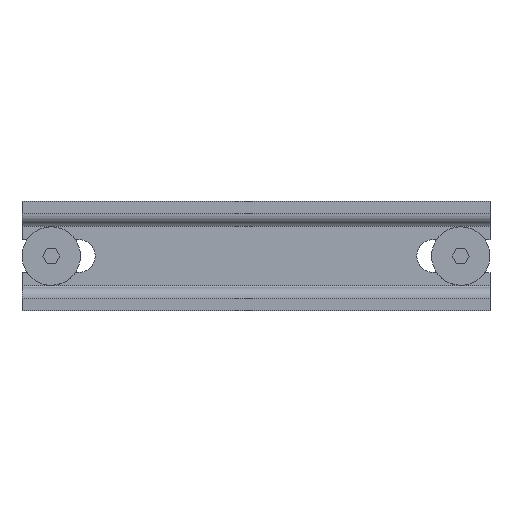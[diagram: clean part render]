
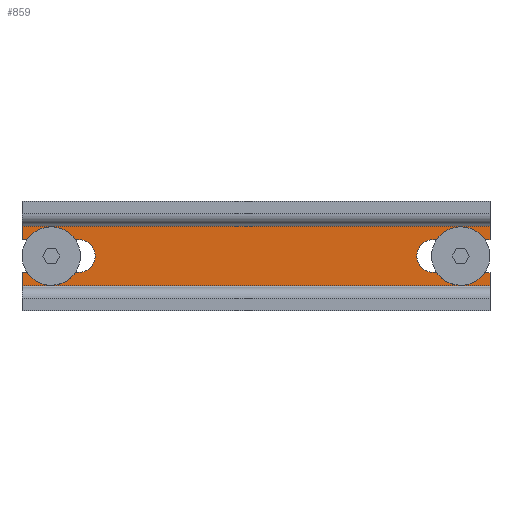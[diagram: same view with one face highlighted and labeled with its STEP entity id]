
A CAD part, top view. The second image highlights one B-rep face of the part: STEP entity #859.
In plain terms, the highlighted planar face has unit normal (0, 0, 1).
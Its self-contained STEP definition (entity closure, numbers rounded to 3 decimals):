
#805=AXIS2_PLACEMENT_3D('Plane Axis2P3D',#802,#803,#804) ;
#816=AXIS2_PLACEMENT_3D('Circle Axis2P3D',#814,#815,$) ;
#835=AXIS2_PLACEMENT_3D('Circle Axis2P3D',#833,#834,$) ;
#170=CARTESIAN_POINT('Line Origine',(32.,11.55,6.)) ;
#174=CARTESIAN_POINT('Vertex',(64.,11.55,6.)) ;
#176=CARTESIAN_POINT('Vertex',(0.,11.55,6.)) ;
#245=CARTESIAN_POINT('Vertex',(64.,3.45,6.)) ;
#248=CARTESIAN_POINT('Line Origine',(32.,3.45,6.)) ;
#252=CARTESIAN_POINT('Vertex',(0.,3.45,6.)) ;
#614=CARTESIAN_POINT('Vertex',(64.,5.25,6.)) ;
#617=CARTESIAN_POINT('Line Origine',(64.,4.35,6.)) ;
#637=CARTESIAN_POINT('Line Origine',(64.,10.65,6.)) ;
#641=CARTESIAN_POINT('Vertex',(64.,9.75,6.)) ;
#676=CARTESIAN_POINT('Line Origine',(0.,4.35,6.)) ;
#680=CARTESIAN_POINT('Vertex',(0.,5.25,6.)) ;
#721=CARTESIAN_POINT('Vertex',(0.,9.75,6.)) ;
#724=CARTESIAN_POINT('Line Origine',(0.,10.65,6.)) ;
#802=CARTESIAN_POINT('Axis2P3D Location',(0.,11.75,6.)) ;
#807=CARTESIAN_POINT('Line Origine',(60.125,5.25,6.)) ;
#811=CARTESIAN_POINT('Vertex',(56.25,5.25,6.)) ;
#814=CARTESIAN_POINT('Axis2P3D Location',(56.25,7.5,6.)) ;
#818=CARTESIAN_POINT('Vertex',(56.25,9.75,6.)) ;
#821=CARTESIAN_POINT('Line Origine',(60.125,9.75,6.)) ;
#826=CARTESIAN_POINT('Line Origine',(3.875,9.75,6.)) ;
#830=CARTESIAN_POINT('Vertex',(7.75,9.75,6.)) ;
#833=CARTESIAN_POINT('Axis2P3D Location',(7.75,7.5,6.)) ;
#837=CARTESIAN_POINT('Vertex',(7.75,5.25,6.)) ;
#840=CARTESIAN_POINT('Line Origine',(3.875,5.25,6.)) ;
#171=DIRECTION('Vector Direction',(1.,0.,0.)) ;
#249=DIRECTION('Vector Direction',(1.,0.,0.)) ;
#618=DIRECTION('Vector Direction',(0.,-1.,0.)) ;
#638=DIRECTION('Vector Direction',(0.,-1.,0.)) ;
#677=DIRECTION('Vector Direction',(0.,-1.,0.)) ;
#725=DIRECTION('Vector Direction',(0.,-1.,0.)) ;
#803=DIRECTION('Axis2P3D Direction',(-0.,0.,1.)) ;
#804=DIRECTION('Axis2P3D XDirection',(0.,-1.,0.)) ;
#808=DIRECTION('Vector Direction',(-1.,0.,0.)) ;
#815=DIRECTION('Axis2P3D Direction',(-0.,0.,1.)) ;
#822=DIRECTION('Vector Direction',(-1.,0.,0.)) ;
#827=DIRECTION('Vector Direction',(1.,0.,0.)) ;
#834=DIRECTION('Axis2P3D Direction',(-0.,0.,1.)) ;
#841=DIRECTION('Vector Direction',(1.,0.,0.)) ;
#172=VECTOR('Line Direction',#171,1.) ;
#250=VECTOR('Line Direction',#249,1.) ;
#619=VECTOR('Line Direction',#618,1.) ;
#639=VECTOR('Line Direction',#638,1.) ;
#678=VECTOR('Line Direction',#677,1.) ;
#726=VECTOR('Line Direction',#725,1.) ;
#809=VECTOR('Line Direction',#808,1.) ;
#823=VECTOR('Line Direction',#822,1.) ;
#828=VECTOR('Line Direction',#827,1.) ;
#842=VECTOR('Line Direction',#841,1.) ;
#846=ORIENTED_EDGE('',*,*,#621,.F.) ;
#847=ORIENTED_EDGE('',*,*,#813,.T.) ;
#848=ORIENTED_EDGE('',*,*,#820,.F.) ;
#849=ORIENTED_EDGE('',*,*,#825,.F.) ;
#850=ORIENTED_EDGE('',*,*,#643,.F.) ;
#851=ORIENTED_EDGE('',*,*,#178,.T.) ;
#852=ORIENTED_EDGE('',*,*,#728,.T.) ;
#853=ORIENTED_EDGE('',*,*,#832,.T.) ;
#854=ORIENTED_EDGE('',*,*,#839,.F.) ;
#855=ORIENTED_EDGE('',*,*,#844,.F.) ;
#856=ORIENTED_EDGE('',*,*,#682,.T.) ;
#857=ORIENTED_EDGE('',*,*,#254,.F.) ;
#859=ADVANCED_FACE('Hauptkoerper',(#858),#806,.T.) ;
#817=CIRCLE('generated circle',#816,2.25) ;
#836=CIRCLE('generated circle',#835,2.25) ;
#178=EDGE_CURVE('',#175,#177,#173,.F.) ;
#254=EDGE_CURVE('',#246,#253,#251,.F.) ;
#621=EDGE_CURVE('',#615,#246,#620,.T.) ;
#643=EDGE_CURVE('',#175,#642,#640,.T.) ;
#682=EDGE_CURVE('',#681,#253,#679,.T.) ;
#728=EDGE_CURVE('',#177,#722,#727,.T.) ;
#813=EDGE_CURVE('',#615,#812,#810,.T.) ;
#820=EDGE_CURVE('',#819,#812,#817,.T.) ;
#825=EDGE_CURVE('',#642,#819,#824,.T.) ;
#832=EDGE_CURVE('',#722,#831,#829,.T.) ;
#839=EDGE_CURVE('',#838,#831,#836,.T.) ;
#844=EDGE_CURVE('',#681,#838,#843,.T.) ;
#845=EDGE_LOOP('',(#846,#847,#848,#849,#850,#851,#852,#853,#854,#855,#856,#857)) ;
#858=FACE_OUTER_BOUND('',#845,.T.) ;
#173=LINE('Line',#170,#172) ;
#251=LINE('Line',#248,#250) ;
#620=LINE('Line',#617,#619) ;
#640=LINE('Line',#637,#639) ;
#679=LINE('Line',#676,#678) ;
#727=LINE('Line',#724,#726) ;
#810=LINE('Line',#807,#809) ;
#824=LINE('Line',#821,#823) ;
#829=LINE('Line',#826,#828) ;
#843=LINE('Line',#840,#842) ;
#806=PLANE('',#805) ;
#175=VERTEX_POINT('',#174) ;
#177=VERTEX_POINT('',#176) ;
#246=VERTEX_POINT('',#245) ;
#253=VERTEX_POINT('',#252) ;
#615=VERTEX_POINT('',#614) ;
#642=VERTEX_POINT('',#641) ;
#681=VERTEX_POINT('',#680) ;
#722=VERTEX_POINT('',#721) ;
#812=VERTEX_POINT('',#811) ;
#819=VERTEX_POINT('',#818) ;
#831=VERTEX_POINT('',#830) ;
#838=VERTEX_POINT('',#837) ;
